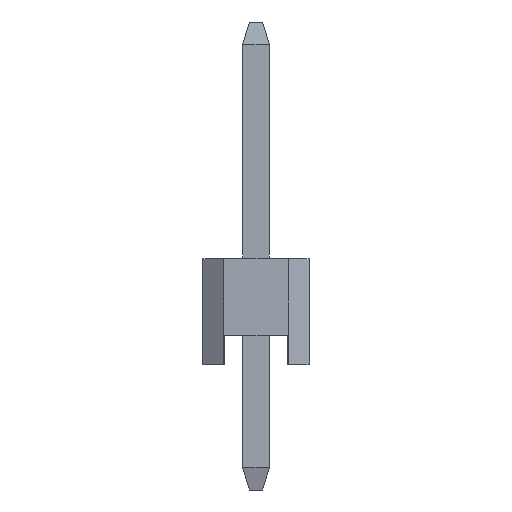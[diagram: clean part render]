
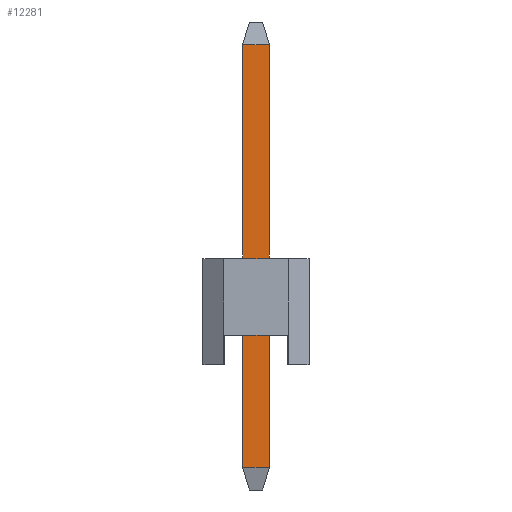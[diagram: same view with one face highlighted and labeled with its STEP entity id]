
A CAD part, left-side view. The second image highlights one B-rep face of the part: STEP entity #12281.
In plain terms, the highlighted planar face has unit normal (-1, 0, 0).
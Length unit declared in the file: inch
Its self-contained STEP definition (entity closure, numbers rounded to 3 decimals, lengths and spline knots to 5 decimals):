
#11875 = B_SPLINE_SURFACE_WITH_KNOTS('',1,1,(
    (#11876,#11877)
    ,(#11878,#11879
    )),.UNSPECIFIED.,.F.,.F.,.F.,(2,2),(2,2),(0.,0.64),(0.,1.),
  .PIECEWISE_BEZIER_KNOTS.);
#11876 = CARTESIAN_POINT('',(-0.0126,-0.0126,
    -0.09661));
#11877 = CARTESIAN_POINT('',(-0.0063,-0.0063,
    -0.11811));
#11878 = CARTESIAN_POINT('',(-0.0126,0.0126,
    -0.09661));
#11879 = CARTESIAN_POINT('',(-0.0063,0.0063,
    -0.11811));
#11890 = VERTEX_POINT('',#11891);
#11891 = CARTESIAN_POINT('',(-0.0126,0.0126,
    -0.09661));
#11907 = PLANE('',#11908);
#11908 = AXIS2_PLACEMENT_3D('',#11909,#11910,#11911);
#11909 = CARTESIAN_POINT('',(-0.0126,0.0126,
    -0.09661));
#11910 = DIRECTION('',(0.,1.,0.));
#11911 = DIRECTION('',(1.,0.,0.));
#12017 = VERTEX_POINT('',#12018);
#12018 = CARTESIAN_POINT('',(-0.0126,-0.0126,
    -0.09661));
#12032 = PLANE('',#12033);
#12033 = AXIS2_PLACEMENT_3D('',#12034,#12035,#12036);
#12034 = CARTESIAN_POINT('',(0.0126,-0.0126,
    -0.09661));
#12035 = DIRECTION('',(0.,-1.,0.));
#12036 = DIRECTION('',(-1.,0.,0.));
#12069 = EDGE_CURVE('',#12017,#11890,#12070,.T.);
#12070 = SURFACE_CURVE('',#12071,(#12075,#12082),.PCURVE_S1.);
#12071 = LINE('',#12072,#12073);
#12072 = CARTESIAN_POINT('',(-0.0126,-0.0126,
    -0.09661));
#12073 = VECTOR('',#12074,0.03937);
#12074 = DIRECTION('',(0.,1.,0.));
#12075 = PCURVE('',#11875,#12076);
#12076 = DEFINITIONAL_REPRESENTATION('',(#12077),#12081);
#12077 = LINE('',#12078,#12079);
#12078 = CARTESIAN_POINT('',(0.,0.));
#12079 = VECTOR('',#12080,1.);
#12080 = DIRECTION('',(1.,0.));
#12081 = ( GEOMETRIC_REPRESENTATION_CONTEXT(2) 
PARAMETRIC_REPRESENTATION_CONTEXT() REPRESENTATION_CONTEXT('2D SPACE',''
  ) );
#12082 = PCURVE('',#12083,#12088);
#12083 = PLANE('',#12084);
#12084 = AXIS2_PLACEMENT_3D('',#12085,#12086,#12087);
#12085 = CARTESIAN_POINT('',(-0.0126,-0.0126,
    -0.09661));
#12086 = DIRECTION('',(-1.,0.,0.));
#12087 = DIRECTION('',(0.,1.,0.));
#12088 = DEFINITIONAL_REPRESENTATION('',(#12089),#12093);
#12089 = LINE('',#12090,#12091);
#12090 = CARTESIAN_POINT('',(0.,0.));
#12091 = VECTOR('',#12092,1.);
#12092 = DIRECTION('',(1.,0.));
#12093 = ( GEOMETRIC_REPRESENTATION_CONTEXT(2) 
PARAMETRIC_REPRESENTATION_CONTEXT() REPRESENTATION_CONTEXT('2D SPACE',''
  ) );
#12101 = EDGE_CURVE('',#11890,#12102,#12104,.T.);
#12102 = VERTEX_POINT('',#12103);
#12103 = CARTESIAN_POINT('',(-0.0126,0.0126,
    0.30134));
#12104 = SURFACE_CURVE('',#12105,(#12109,#12116),.PCURVE_S1.);
#12105 = LINE('',#12106,#12107);
#12106 = CARTESIAN_POINT('',(-0.0126,0.0126,
    -0.09661));
#12107 = VECTOR('',#12108,0.03937);
#12108 = DIRECTION('',(0.,0.,1.));
#12109 = PCURVE('',#11907,#12110);
#12110 = DEFINITIONAL_REPRESENTATION('',(#12111),#12115);
#12111 = LINE('',#12112,#12113);
#12112 = CARTESIAN_POINT('',(0.,0.));
#12113 = VECTOR('',#12114,1.);
#12114 = DIRECTION('',(0.,-1.));
#12115 = ( GEOMETRIC_REPRESENTATION_CONTEXT(2) 
PARAMETRIC_REPRESENTATION_CONTEXT() REPRESENTATION_CONTEXT('2D SPACE',''
  ) );
#12116 = PCURVE('',#12083,#12117);
#12117 = DEFINITIONAL_REPRESENTATION('',(#12118),#12122);
#12118 = LINE('',#12119,#12120);
#12119 = CARTESIAN_POINT('',(0.025,0.));
#12120 = VECTOR('',#12121,1.);
#12121 = DIRECTION('',(0.,-1.));
#12122 = ( GEOMETRIC_REPRESENTATION_CONTEXT(2) 
PARAMETRIC_REPRESENTATION_CONTEXT() REPRESENTATION_CONTEXT('2D SPACE',''
  ) );
#12233 = VERTEX_POINT('',#12234);
#12234 = CARTESIAN_POINT('',(-0.0126,-0.0126,
    0.30134));
#12260 = EDGE_CURVE('',#12017,#12233,#12261,.T.);
#12261 = SURFACE_CURVE('',#12262,(#12266,#12273),.PCURVE_S1.);
#12262 = LINE('',#12263,#12264);
#12263 = CARTESIAN_POINT('',(-0.0126,-0.0126,
    -0.09661));
#12264 = VECTOR('',#12265,0.03937);
#12265 = DIRECTION('',(0.,0.,1.));
#12266 = PCURVE('',#12032,#12267);
#12267 = DEFINITIONAL_REPRESENTATION('',(#12268),#12272);
#12268 = LINE('',#12269,#12270);
#12269 = CARTESIAN_POINT('',(0.025,0.));
#12270 = VECTOR('',#12271,1.);
#12271 = DIRECTION('',(0.,-1.));
#12272 = ( GEOMETRIC_REPRESENTATION_CONTEXT(2) 
PARAMETRIC_REPRESENTATION_CONTEXT() REPRESENTATION_CONTEXT('2D SPACE',''
  ) );
#12273 = PCURVE('',#12083,#12274);
#12274 = DEFINITIONAL_REPRESENTATION('',(#12275),#12279);
#12275 = LINE('',#12276,#12277);
#12276 = CARTESIAN_POINT('',(0.,0.));
#12277 = VECTOR('',#12278,1.);
#12278 = DIRECTION('',(0.,-1.));
#12279 = ( GEOMETRIC_REPRESENTATION_CONTEXT(2) 
PARAMETRIC_REPRESENTATION_CONTEXT() REPRESENTATION_CONTEXT('2D SPACE',''
  ) );
#12281 = ADVANCED_FACE('',(#12282),#12083,.T.);
#12282 = FACE_BOUND('',#12283,.T.);
#12283 = EDGE_LOOP('',(#12284,#12285,#12311,#12312));
#12284 = ORIENTED_EDGE('',*,*,#12260,.T.);
#12285 = ORIENTED_EDGE('',*,*,#12286,.T.);
#12286 = EDGE_CURVE('',#12233,#12102,#12287,.T.);
#12287 = SURFACE_CURVE('',#12288,(#12292,#12299),.PCURVE_S1.);
#12288 = LINE('',#12289,#12290);
#12289 = CARTESIAN_POINT('',(-0.0126,-0.0126,
    0.30134));
#12290 = VECTOR('',#12291,0.03937);
#12291 = DIRECTION('',(0.,1.,0.));
#12292 = PCURVE('',#12083,#12293);
#12293 = DEFINITIONAL_REPRESENTATION('',(#12294),#12298);
#12294 = LINE('',#12295,#12296);
#12295 = CARTESIAN_POINT('',(0.,-0.398));
#12296 = VECTOR('',#12297,1.);
#12297 = DIRECTION('',(1.,0.));
#12298 = ( GEOMETRIC_REPRESENTATION_CONTEXT(2) 
PARAMETRIC_REPRESENTATION_CONTEXT() REPRESENTATION_CONTEXT('2D SPACE',''
  ) );
#12299 = PCURVE('',#12300,#12305);
#12300 = B_SPLINE_SURFACE_WITH_KNOTS('',1,1,(
    (#12301,#12302)
    ,(#12303,#12304
    )),.UNSPECIFIED.,.F.,.F.,.F.,(2,2),(2,2),(0.,0.64),(0.,1.),
  .PIECEWISE_BEZIER_KNOTS.);
#12301 = CARTESIAN_POINT('',(-0.0126,-0.0126,
    0.30134));
#12302 = CARTESIAN_POINT('',(-0.0063,-0.0063,
    0.32283));
#12303 = CARTESIAN_POINT('',(-0.0126,0.0126,
    0.30134));
#12304 = CARTESIAN_POINT('',(-0.0063,0.0063,
    0.32283));
#12305 = DEFINITIONAL_REPRESENTATION('',(#12306),#12310);
#12306 = LINE('',#12307,#12308);
#12307 = CARTESIAN_POINT('',(0.,0.));
#12308 = VECTOR('',#12309,1.);
#12309 = DIRECTION('',(1.,0.));
#12310 = ( GEOMETRIC_REPRESENTATION_CONTEXT(2) 
PARAMETRIC_REPRESENTATION_CONTEXT() REPRESENTATION_CONTEXT('2D SPACE',''
  ) );
#12311 = ORIENTED_EDGE('',*,*,#12101,.F.);
#12312 = ORIENTED_EDGE('',*,*,#12069,.F.);
